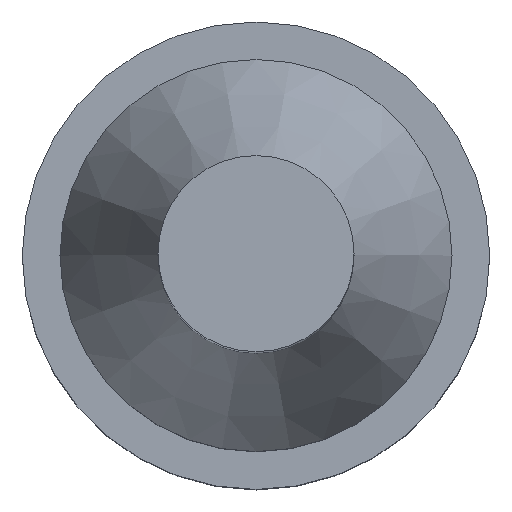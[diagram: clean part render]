
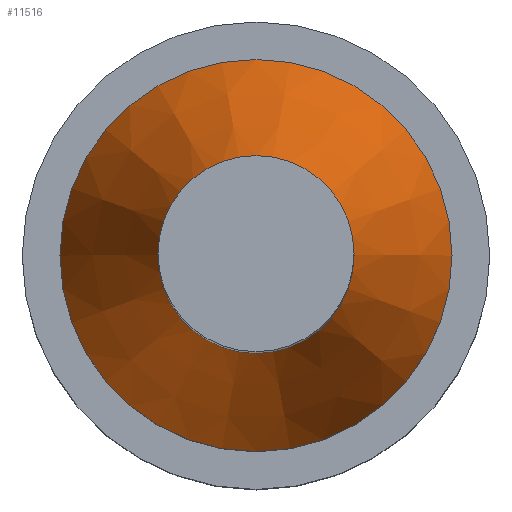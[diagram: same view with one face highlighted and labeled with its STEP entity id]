
A CAD part, top view. The second image highlights one B-rep face of the part: STEP entity #11516.
In plain terms, the highlighted conical face has half-angle 21.501 degrees and reference radius 13 mm.
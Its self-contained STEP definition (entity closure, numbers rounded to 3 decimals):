
#99=CONICAL_SURFACE($,#12022,13.,21.501);
#207=CIRCLE($,#12020,6.5);
#208=CIRCLE($,#12023,13.);
#851=FACE_OUTER_BOUND($,#4025,.T.);
#3220=FACE_BOUND($,#4026,.T.);
#4025=EDGE_LOOP($,(#10447));
#4026=EDGE_LOOP($,(#10448));
#5653=VERTEX_POINT($,#21509);
#5654=VERTEX_POINT($,#21513);
#7255=EDGE_CURVE($,#5653,#5653,#207,.T.);
#7256=EDGE_CURVE($,#5654,#5654,#208,.T.);
#10447=ORIENTED_EDGE($,*,*,#7256,.F.);
#10448=ORIENTED_EDGE($,*,*,#7255,.T.);
#11516=ADVANCED_FACE($,(#851,#3220),#99,.T.);
#12020=AXIS2_PLACEMENT_3D($,#21510,#13997,#13998);
#12022=AXIS2_PLACEMENT_3D($,#21512,#14001,#14002);
#12023=AXIS2_PLACEMENT_3D($,#21514,#14003,#14004);
#13997=DIRECTION('center_axis',(0.,0.,-1.));
#13998=DIRECTION('ref_axis',(-1.,0.,0.));
#14001=DIRECTION('center_axis',(0.,0.,-1.));
#14002=DIRECTION('ref_axis',(1.,0.,0.));
#14003=DIRECTION('center_axis',(0.,0.,-1.));
#14004=DIRECTION('ref_axis',(-1.,0.,0.));
#21509=CARTESIAN_POINT('',(-6.5,0.,43.5));
#21510=CARTESIAN_POINT('Origin',(0.,0.,43.5));
#21512=CARTESIAN_POINT('Origin',(0.,0.,27.));
#21513=CARTESIAN_POINT('',(13.,0.,27.));
#21514=CARTESIAN_POINT('Origin',(0.,0.,27.));
